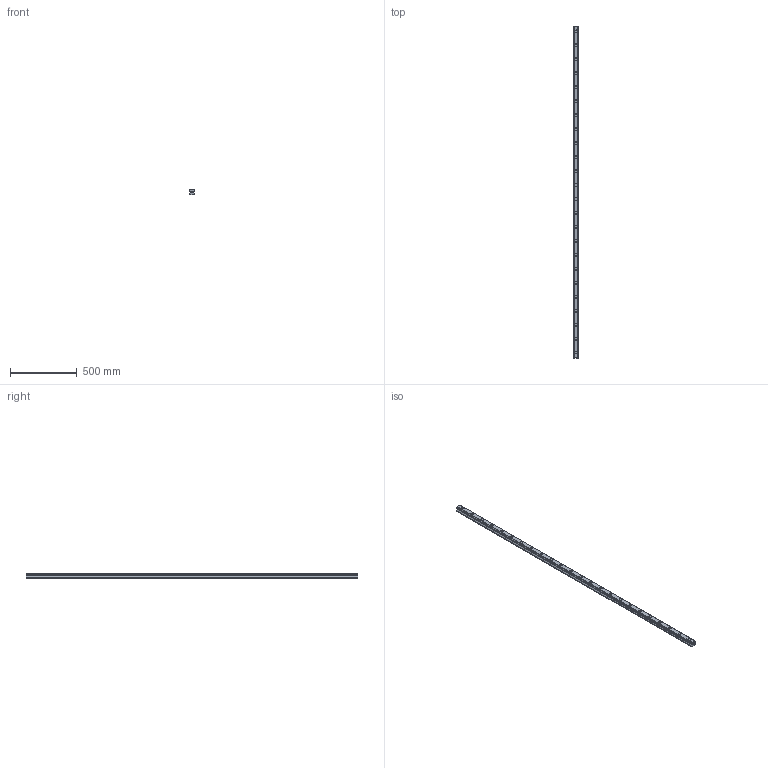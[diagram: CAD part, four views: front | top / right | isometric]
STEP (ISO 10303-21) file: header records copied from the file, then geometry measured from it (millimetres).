
FILE_DESCRIPTION(('STEP AP214'),'1');
FILE_NAME('cctmp_D716E135-9F1B-4B65-9320-359FCBD20A24_2020_10_29_12_46_58_584..stp','2020-10-29T11:46:58',('HIWIN GmbH'),('CADClick - www.CADClick.com'),'Spatial InterOp 3D',' ','unknown authorization');
FILE_SCHEMA(('AUTOMOTIVE_DESIGN'));
Length unit declared in the file: millimetre
Products named in the file (1): HGR45R2495H_FILE
Bounding box: 45 x 2495 x 38 mm (x, y, z)
Volume: 3354344.1 mm3; surface area: 484876.4 mm2
Topology: 1 solids, 1 shells, 313 faces, 705 edges, 470 vertices
Faces by surface type: plane 165, cylinder 148
Entity records: 11363 total; most frequent: DIRECTION 1629, CARTESIAN_POINT 1489, ORIENTED_EDGE 1410, EDGE_CURVE 705, AXIS2_PLACEMENT_3D 610, VERTEX_POINT 470, LINE 409, VECTOR 409
